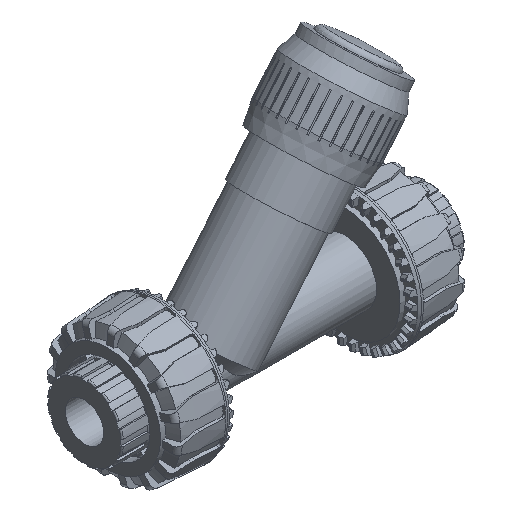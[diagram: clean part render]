
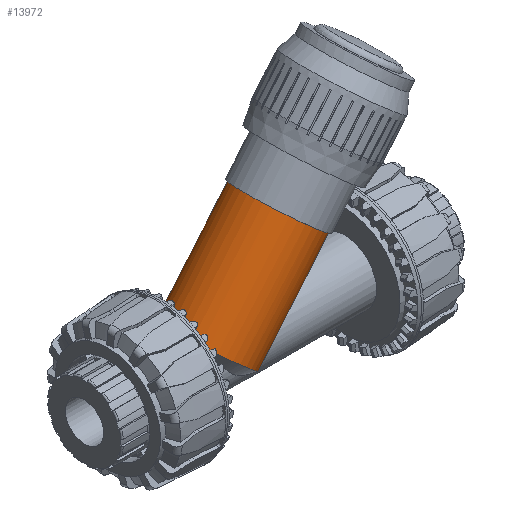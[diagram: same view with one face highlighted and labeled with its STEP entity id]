
A CAD part, isometric view. The second image highlights one B-rep face of the part: STEP entity #13972.
In plain terms, the highlighted cylindrical face has radius 15.8 mm (diameter 31.6 mm), a full revolution.
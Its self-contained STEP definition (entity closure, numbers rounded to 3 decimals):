
#381=B_SPLINE_CURVE_WITH_KNOTS($,3,(#20792,#20793,#20794,#20795,#20796,
#20797,#20798,#20799,#20800,#20801,#20802,#20803,#20804,#20805,#20806,#20807,
#20808,#20809,#20810,#20811,#20812,#20813),.UNSPECIFIED.,.F.,.F.,(4,2,2,
2,2,2,2,2,2,2,4),(-6.441,-6.193,-5.945,
-5.448,-5.034,-4.62,-4.24,
-3.86,-3.614,-3.368,-3.28),
 .UNSPECIFIED.);
#382=B_SPLINE_CURVE_WITH_KNOTS($,3,(#20818,#20819,#20820,#20821,#20822,
#20823,#20824,#20825,#20826,#20827,#20828,#20829,#20830,#20831,#20832,#20833,
#20834,#20835,#20836,#20837,#20838,#20839,#20840),.UNSPECIFIED.,.F.,.F.,
(4,2,2,3,2,2,2,2,2,2,4),(8.443,8.531,8.777,
9.023,9.403,9.783,10.197,10.611,
11.108,11.356,11.604),.UNSPECIFIED.);
#2802=CYLINDRICAL_SURFACE($,#14811,15.8);
#3032=FACE_BOUND($,#3896,.T.);
#3072=FACE_OUTER_BOUND($,#3895,.T.);
#3895=EDGE_LOOP($,(#9070,#9071,#9072,#9073));
#3896=EDGE_LOOP($,(#9074));
#4724=CIRCLE($,#14786,15.8);
#4735=CIRCLE($,#14812,15.8);
#4736=CIRCLE($,#14813,15.8);
#5347=VERTEX_POINT($,#20677);
#5362=VERTEX_POINT($,#20790);
#5363=VERTEX_POINT($,#20791);
#5364=VERTEX_POINT($,#20814);
#5365=VERTEX_POINT($,#20816);
#6803=EDGE_CURVE($,#5347,#5347,#4724,.T.);
#6820=EDGE_CURVE($,#5362,#5363,#381,.T.);
#6821=EDGE_CURVE($,#5364,#5363,#4735,.T.);
#6822=EDGE_CURVE($,#5365,#5364,#4736,.T.);
#6823=EDGE_CURVE($,#5365,#5362,#382,.T.);
#9070=ORIENTED_EDGE($,*,*,#6820,.T.);
#9071=ORIENTED_EDGE($,*,*,#6821,.F.);
#9072=ORIENTED_EDGE($,*,*,#6822,.F.);
#9073=ORIENTED_EDGE($,*,*,#6823,.T.);
#9074=ORIENTED_EDGE($,*,*,#6803,.F.);
#13972=ADVANCED_FACE($,(#3072,#3032),#2802,.T.);
#14786=AXIS2_PLACEMENT_3D($,#20678,#16433,#16434);
#14811=AXIS2_PLACEMENT_3D($,#20789,#16485,#16486);
#14812=AXIS2_PLACEMENT_3D($,#20815,#16487,#16488);
#14813=AXIS2_PLACEMENT_3D($,#20817,#16489,#16490);
#16433=DIRECTION('center_axis',(0.643,0.,0.766));
#16434=DIRECTION('ref_axis',(-0.766,0.,0.643));
#16485=DIRECTION('center_axis',(0.643,0.,0.766));
#16486=DIRECTION('ref_axis',(-0.766,0.,0.643));
#16487=DIRECTION('center_axis',(-0.643,0.,-0.766));
#16488=DIRECTION('ref_axis',(0.766,0.,-0.643));
#16489=DIRECTION('center_axis',(-0.643,0.,-0.766));
#16490=DIRECTION('ref_axis',(0.766,0.,-0.643));
#20677=CARTESIAN_POINT('',(72.422,0.113,25.391));
#20678=CARTESIAN_POINT('Origin',(60.318,0.113,35.547));
#20789=CARTESIAN_POINT('Origin',(44.806,0.113,17.059));
#20790=CARTESIAN_POINT('',(61.654,0.113,12.559));
#20791=CARTESIAN_POINT('',(41.096,11.245,-4.805));
#20792=CARTESIAN_POINT('Ctrl Pts',(61.654,0.113,12.559));
#20793=CARTESIAN_POINT('Ctrl Pts',(61.654,0.941,12.559));
#20794=CARTESIAN_POINT('Ctrl Pts',(61.499,1.735,12.475));
#20795=CARTESIAN_POINT('Ctrl Pts',(60.952,3.237,12.178));
#20796=CARTESIAN_POINT('Ctrl Pts',(60.56,3.945,11.965));
#20797=CARTESIAN_POINT('Ctrl Pts',(59.149,5.914,11.19));
#20798=CARTESIAN_POINT('Ctrl Pts',(57.89,7.016,10.489));
#20799=CARTESIAN_POINT('Ctrl Pts',(55.643,8.594,9.196));
#20800=CARTESIAN_POINT('Ctrl Pts',(54.473,9.261,8.508));
#20801=CARTESIAN_POINT('Ctrl Pts',(52.089,10.391,7.038));
#20802=CARTESIAN_POINT('Ctrl Pts',(50.877,10.856,6.254));
#20803=CARTESIAN_POINT('Ctrl Pts',(48.776,11.538,4.796));
#20804=CARTESIAN_POINT('Ctrl Pts',(47.679,11.832,3.989));
#20805=CARTESIAN_POINT('Ctrl Pts',(45.585,12.245,2.233));
#20806=CARTESIAN_POINT('Ctrl Pts',(44.591,12.363,1.279));
#20807=CARTESIAN_POINT('Ctrl Pts',(43.25,12.363,-0.319));
#20808=CARTESIAN_POINT('Ctrl Pts',(42.751,12.314,-1.009));
#20809=CARTESIAN_POINT('Ctrl Pts',(41.912,12.068,-2.463));
#20810=CARTESIAN_POINT('Ctrl Pts',(41.572,11.869,-3.229));
#20811=CARTESIAN_POINT('Ctrl Pts',(41.239,11.482,-4.262));
#20812=CARTESIAN_POINT('Ctrl Pts',(41.162,11.369,-4.535));
#20813=CARTESIAN_POINT('Ctrl Pts',(41.096,11.245,-4.805));
#20814=CARTESIAN_POINT('',(20.404,0.113,12.559));
#20815=CARTESIAN_POINT('Origin',(32.507,0.113,2.403));
#20816=CARTESIAN_POINT('',(41.096,-11.019,-4.805));
#20817=CARTESIAN_POINT('Origin',(32.507,0.113,2.403));
#20818=CARTESIAN_POINT('Ctrl Pts',(41.096,-11.019,-4.805));
#20819=CARTESIAN_POINT('Ctrl Pts',(41.162,-11.143,-4.535));
#20820=CARTESIAN_POINT('Ctrl Pts',(41.239,-11.256,-4.262));
#20821=CARTESIAN_POINT('Ctrl Pts',(41.572,-11.643,-3.229));
#20822=CARTESIAN_POINT('Ctrl Pts',(41.912,-11.842,-2.463));
#20823=CARTESIAN_POINT('Ctrl Pts',(42.751,-12.088,-1.009));
#20824=CARTESIAN_POINT('Ctrl Pts',(43.25,-12.137,-0.319));
#20825=CARTESIAN_POINT('Ctrl Pts',(43.776,-12.137,0.309));
#20826=CARTESIAN_POINT('Ctrl Pts',(44.591,-12.137,1.279));
#20827=CARTESIAN_POINT('Ctrl Pts',(45.585,-12.018,2.233));
#20828=CARTESIAN_POINT('Ctrl Pts',(47.679,-11.606,3.989));
#20829=CARTESIAN_POINT('Ctrl Pts',(48.776,-11.311,4.796));
#20830=CARTESIAN_POINT('Ctrl Pts',(50.877,-10.63,6.254));
#20831=CARTESIAN_POINT('Ctrl Pts',(52.089,-10.165,7.038));
#20832=CARTESIAN_POINT('Ctrl Pts',(54.473,-9.035,8.508));
#20833=CARTESIAN_POINT('Ctrl Pts',(55.643,-8.368,9.196));
#20834=CARTESIAN_POINT('Ctrl Pts',(57.89,-6.79,10.489));
#20835=CARTESIAN_POINT('Ctrl Pts',(59.149,-5.688,11.19));
#20836=CARTESIAN_POINT('Ctrl Pts',(60.56,-3.719,11.965));
#20837=CARTESIAN_POINT('Ctrl Pts',(60.952,-3.011,12.178));
#20838=CARTESIAN_POINT('Ctrl Pts',(61.499,-1.509,12.475));
#20839=CARTESIAN_POINT('Ctrl Pts',(61.654,-0.714,
12.559));
#20840=CARTESIAN_POINT('Ctrl Pts',(61.654,0.113,12.559));
